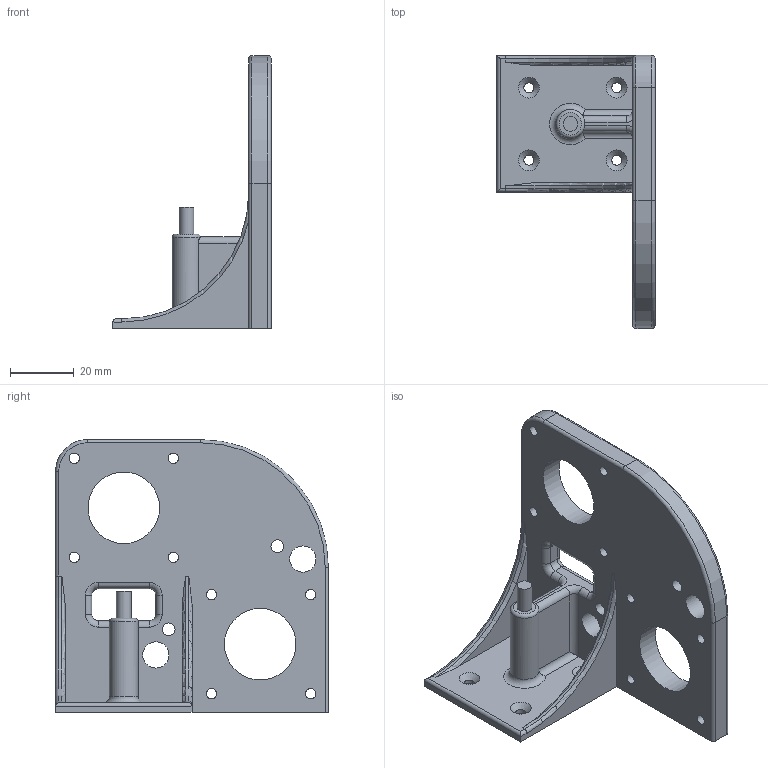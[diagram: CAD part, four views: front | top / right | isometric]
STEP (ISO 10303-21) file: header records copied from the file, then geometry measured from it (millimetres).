
FILE_DESCRIPTION(/* description */ (''),/* implementation_level */ '2;1');
FILE_NAME(/* name */ 'servoMountsYZ v35.step',/* time_stamp */ '2024-08-25T17:34:44+02:00',/* author */ (''),/* organization */ (''),/* preprocessor_version */ 'ST-DEVELOPER v20',/* originating_system */ 'Autodesk Translation Framework v13.14.0.145',/* authorisation */ '');
FILE_SCHEMA (('AUTOMOTIVE_DESIGN { 1 0 10303 214 3 1 1 }'));
Length unit declared in the file: millimetre
Products named in the file (1): servoMountsYZ
Bounding box: 49.5 x 85.4 x 85.4 mm (x, y, z)
Volume: 51138.1 mm3; surface area: 22286.6 mm2
Topology: 1 solids, 1 shells, 95 faces, 238 edges, 145 vertices
Faces by surface type: cylinder 52, torus 20, plane 19, cone 4
Full cylindrical faces by diameter (mm): 3.1 x4, 3.2 x8, 4 x2, 4.6 x1, 8.2 x2, 22.4 x2
Entity records: 3005 total; most frequent: CARTESIAN_POINT 550, DIRECTION 542, ORIENTED_EDGE 476, EDGE_CURVE 238, AXIS2_PLACEMENT_3D 219, VERTEX_POINT 145, EDGE_LOOP 133, CIRCLE 119
